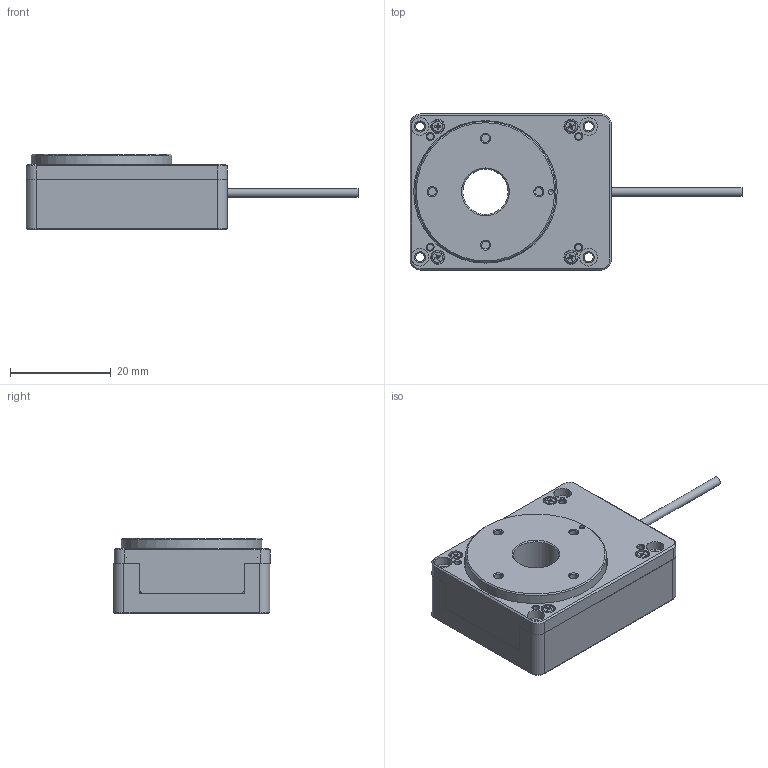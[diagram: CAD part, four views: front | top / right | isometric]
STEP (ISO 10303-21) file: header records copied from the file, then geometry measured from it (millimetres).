
FILE_DESCRIPTION(/* description */ (''),/* implementation_level */ '2;1');
FILE_NAME(/* name */ 'XRT_A_25_assy_C.stp',/* time_stamp */ '2024-02-19T15:28:58+01:00',/* author */ (''),/* organization */ (''),/* preprocessor_version */ 'ST-DEVELOPER v16',/* originating_system */ 'SIEMENS PLM Software NX 10.0',/* authorisation */ '');
FILE_SCHEMA (('AUTOMOTIVE_DESIGN { 1 0 10303 214 3 1 1 1 }'));
Length unit declared in the file: millimetre
Products named in the file (10): CBSTSE2-4_stp; Plate; PACK-SMIB1.6-6_stp; PACK-SMIB1.6-3_stp; Cable; D; Cover; XRTA_Rotor; XRTA_Body; COPYSTEP_1002_025_000_C_XRTA_assy
Assembly tree (16 placements, depth 2):
  COPYSTEP_1002_025_000_C_XRTA_assy
    XRTA_Body
    XRTA_Rotor
    Cover
    D
    Cable
    PACK-SMIB1.6-3_stp  x4
    PACK-SMIB1.6-6_stp  x4
    Plate
    CBSTSE2-4_stp  x2
Bounding box: 66 x 31.05 x 15 mm (x, y, z)
Volume: 13026.8 mm3; surface area: 11717.3 mm2
Topology: 16 solids, 16 shells, 619 faces, 1563 edges, 1001 vertices
Faces by surface type: plane 264, cylinder 196, cone 119, torus 32, bspline 8
Full cylindrical faces by diameter (mm): 1 x1, 1.25 x8, 1.6 x16, 1.7 x4, 1.72 x1, 1.8 x8, 2 x2, 2.05 x5, 2.4 x8, 2.5 x2, 2.8 x4, 3.5 x4, 4 x2, 9 x1, 10 x1, 13.5 x2, 19 x1, 28 x1
Entity records: 12182 total; most frequent: CARTESIAN_POINT 2317, DIRECTION 1968, ORIENTED_EDGE 1680, EDGE_CURVE 840, AXIS2_PLACEMENT_3D 793, VERTEX_POINT 610, EDGE_LOOP 596, ADVANCED_FACE 388
